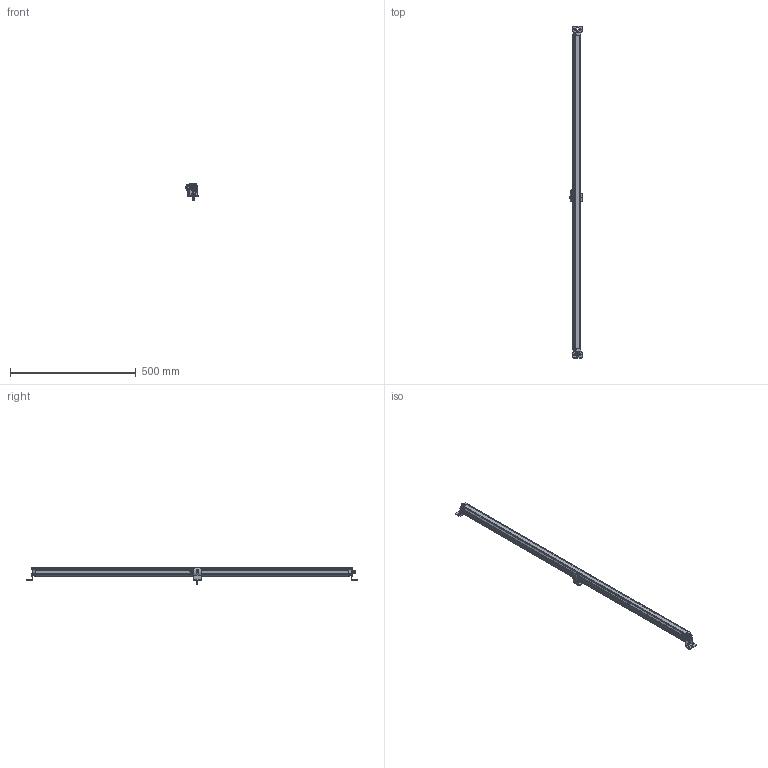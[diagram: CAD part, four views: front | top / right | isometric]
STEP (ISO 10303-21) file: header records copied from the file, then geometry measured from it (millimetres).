
FILE_DESCRIPTION((''),'2;1');
FILE_NAME('141917_ASM','2016-02-26T',('pdmadmin'),(''),'PRO/ENGINEER BY PARAMETRIC TECHNOLOGY CORPORATION, 2013230','PRO/ENGINEER BY PARAMETRIC TECHNOLOGY CORPORATION, 2013230','');
FILE_SCHEMA(('CONFIG_CONTROL_DESIGN'));
Length unit declared in the file: inch
Products named in the file (18): 138354; 119685; 137994; 63529; 117992; 116776; 138894_ASM; 137996_AF2; 114466; 137993; 137996_AF3; 137998_GENERIC; 58892_GENERIC; 60139; 137997; 138766; 38922; 141917_ASM
Assembly tree (29 placements, depth 3):
  141917_ASM
    138354
    119685
    138894_ASM
      137994
      63529
      117992
      116776  x2
    137996_AF2
    114466  x6
    137993
    137996_AF3
    137998_GENERIC  x2
    58892_GENERIC  x6
    60139
    137997
    138766
    38922
Bounding box: 53.4 x 1319 x 69.25 mm (x, y, z)
Volume: 582606.8 mm3; surface area: 429711.6 mm2
Topology: 28 solids, 36 shells, 4168 faces, 11547 edges, 7521 vertices
Faces by surface type: plane 2446, cylinder 1292, bspline 254, torus 72, cone 56, sphere 48
Entity records: 97831 total; most frequent: CARTESIAN_POINT 33168, ORIENTED_EDGE 13812, DIRECTION 12812, EDGE_CURVE 6922, VECTOR 4952, LINE 4952, VERTEX_POINT 4502, AXIS2_PLACEMENT_3D 3930
